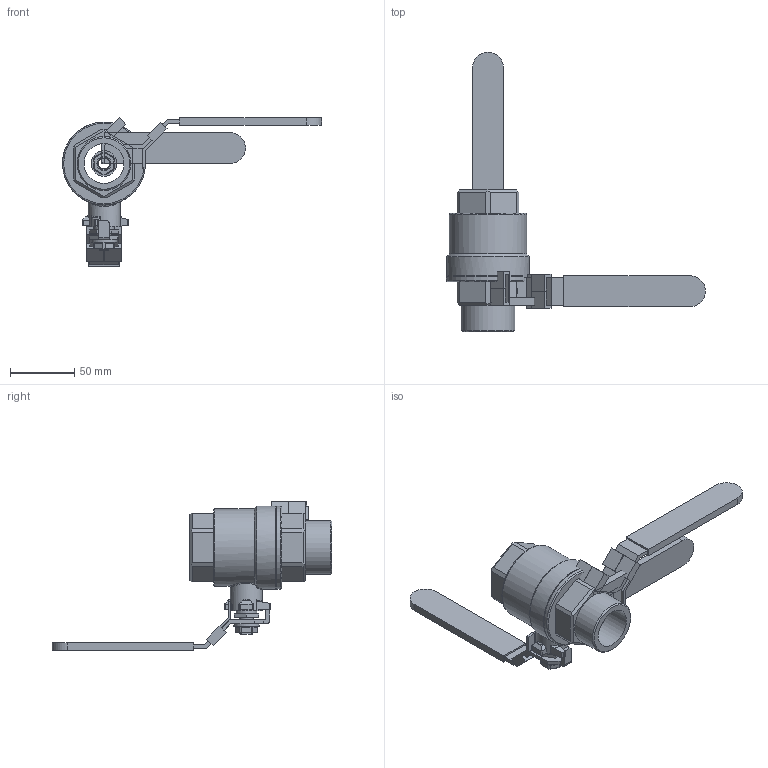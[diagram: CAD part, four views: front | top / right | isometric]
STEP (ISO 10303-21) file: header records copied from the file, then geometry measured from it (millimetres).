
FILE_DESCRIPTION( ( 'Unknown' ), '1' );
FILE_NAME( '8.102.032.stp', 'Unknown', ( 'Unknown' ), ( 'Unknown' ), 'PSStep 13.0', 'Unknown', ' ' );
FILE_SCHEMA( ( 'AUTOMOTIVE_DESIGN { 1 0 10303 214 1 1 1 1 }' ) );
Length unit declared in the file: millimetre
Products named in the file (8): Assem1; Hebel_.032-040; Ummantelung; Lasche; 8.102.032; DIN126-M10; Mutter_M10-flach par
Bounding box: 201.25 x 217.5 x 115.77 mm (x, y, z)
Volume: 424170.7 mm3; surface area: 149869.5 mm2
Topology: 15 solids, 15 shells, 499 faces, 1305 edges, 869 vertices
Faces by surface type: plane 370, cylinder 101, cone 12, torus 8, bspline 8
Full cylindrical faces by diameter (mm): 8 x3, 8.376 x2, 10.5 x2, 11 x2, 16 x2, 20 x2, 25 x2, 31 x2, 32 x2, 38.952 x2, 41.91 x2, 60 x2, 63.5 x2, 64.5 x4
Entity records: 9350 total; most frequent: CARTESIAN_POINT 2200, ORIENTED_EDGE 1082, DIRECTION 1073, EDGE_CURVE 541, LINE 403, VECTOR 403, VERTEX_POINT 371, AXIS2_PLACEMENT_3D 335
